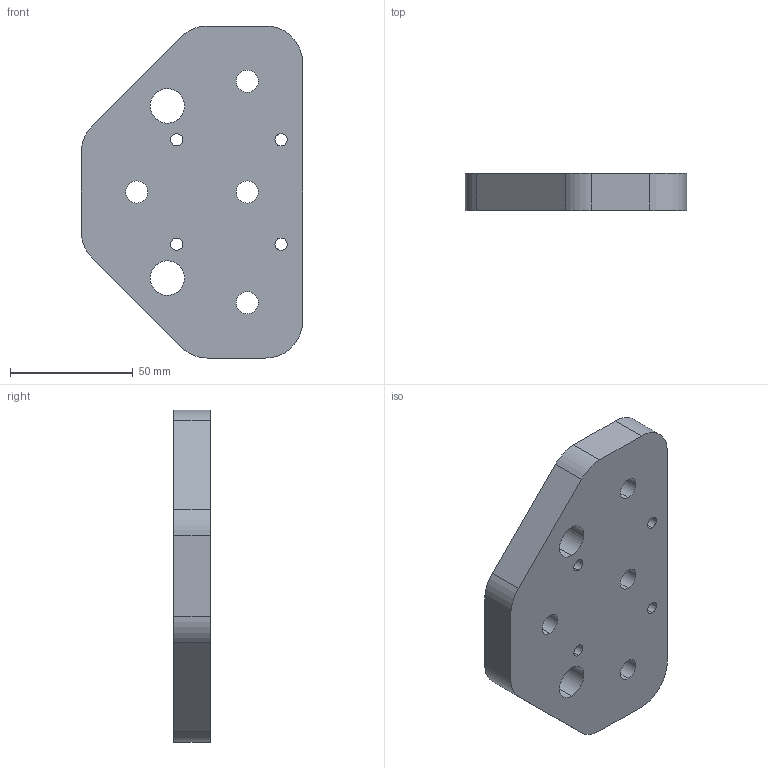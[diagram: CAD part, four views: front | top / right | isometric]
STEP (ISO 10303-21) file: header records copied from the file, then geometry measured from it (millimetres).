
FILE_DESCRIPTION (( 'STEP AP203' ), '1' );
FILE_NAME ('800.029.124.STEP', '2013-01-21T12:09:37', ( '' ), ( '' ), 'SwSTEP 2.0', 'SolidWorks 2011', '' );
FILE_SCHEMA (( 'CONFIG_CONTROL_DESIGN' ));
Length unit declared in the file: millimetre
Products named in the file (1): 800.029.124
Bounding box: 90 x 15 x 135 mm (x, y, z)
Volume: 138028.6 mm3; surface area: 28809.5 mm2
Topology: 1 solids, 1 shells, 54 faces, 136 edges, 88 vertices
Faces by surface type: cylinder 34, plane 12, cone 8
Entity records: 1769 total; most frequent: DIRECTION 322, CARTESIAN_POINT 279, ORIENTED_EDGE 272, EDGE_CURVE 136, AXIS2_PLACEMENT_3D 131, VERTEX_POINT 88, EDGE_LOOP 78, CIRCLE 76
